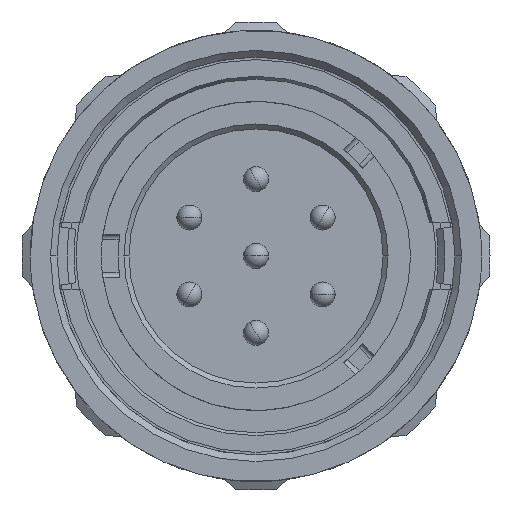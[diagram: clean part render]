
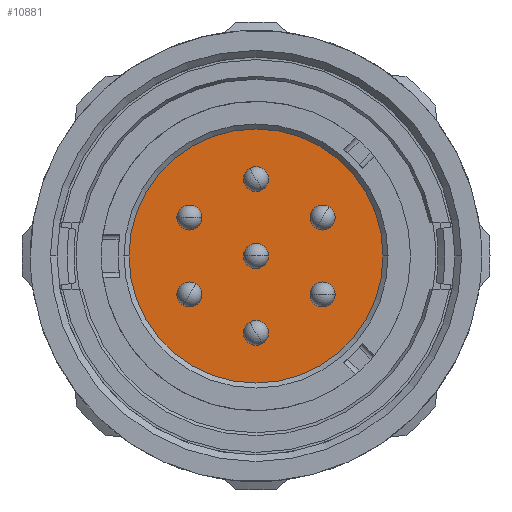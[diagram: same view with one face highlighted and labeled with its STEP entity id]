
A CAD part, left-side view. The second image highlights one B-rep face of the part: STEP entity #10881.
In plain terms, the highlighted planar face has unit normal (-1, 0, 0).
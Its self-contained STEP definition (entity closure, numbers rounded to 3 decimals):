
#4445=CARTESIAN_POINT('',(14.2,0.,0.));
#4446=DIRECTION('',(1.,0.,0.));
#4447=DIRECTION('',(0.,1.,0.));
#4448=AXIS2_PLACEMENT_3D('',#4445,#4446,#4447);
#4450=CARTESIAN_POINT('',(14.2,0.,0.));
#4451=DIRECTION('',(1.,0.,0.));
#4452=DIRECTION('',(0.,-1.,0.));
#4453=AXIS2_PLACEMENT_3D('',#4450,#4451,#4452);
#4455=CARTESIAN_POINT('',(14.2,3.984,2.3));
#4456=DIRECTION('',(-1.,0.,0.));
#4457=DIRECTION('',(0.,-1.,0.));
#4458=AXIS2_PLACEMENT_3D('',#4455,#4456,#4457);
#4460=CARTESIAN_POINT('',(14.2,3.984,2.3));
#4461=DIRECTION('',(-1.,0.,0.));
#4462=DIRECTION('',(0.,1.,0.));
#4463=AXIS2_PLACEMENT_3D('',#4460,#4461,#4462);
#4465=CARTESIAN_POINT('',(14.2,3.984,-2.3));
#4466=DIRECTION('',(-1.,0.,0.));
#4467=DIRECTION('',(0.,-0.5,0.866));
#4468=AXIS2_PLACEMENT_3D('',#4465,#4466,#4467);
#4470=CARTESIAN_POINT('',(14.2,3.984,-2.3));
#4471=DIRECTION('',(-1.,0.,0.));
#4472=DIRECTION('',(0.,0.5,-0.866));
#4473=AXIS2_PLACEMENT_3D('',#4470,#4471,#4472);
#4475=CARTESIAN_POINT('',(14.2,0.,-4.6));
#4476=DIRECTION('',(-1.,0.,0.));
#4477=DIRECTION('',(0.,0.5,0.866));
#4478=AXIS2_PLACEMENT_3D('',#4475,#4476,#4477);
#4480=CARTESIAN_POINT('',(14.2,0.,-4.6));
#4481=DIRECTION('',(-1.,0.,0.));
#4482=DIRECTION('',(0.,-0.5,-0.866));
#4483=AXIS2_PLACEMENT_3D('',#4480,#4481,#4482);
#4485=CARTESIAN_POINT('',(14.2,-3.984,-2.3));
#4486=DIRECTION('',(-1.,0.,0.));
#4487=DIRECTION('',(0.,1.,0.));
#4488=AXIS2_PLACEMENT_3D('',#4485,#4486,#4487);
#4490=CARTESIAN_POINT('',(14.2,-3.984,-2.3));
#4491=DIRECTION('',(-1.,0.,0.));
#4492=DIRECTION('',(0.,-1.,0.));
#4493=AXIS2_PLACEMENT_3D('',#4490,#4491,#4492);
#4495=CARTESIAN_POINT('',(14.2,-3.984,2.3));
#4496=DIRECTION('',(-1.,0.,0.));
#4497=DIRECTION('',(0.,0.5,-0.866));
#4498=AXIS2_PLACEMENT_3D('',#4495,#4496,#4497);
#4500=CARTESIAN_POINT('',(14.2,-3.984,2.3));
#4501=DIRECTION('',(-1.,0.,0.));
#4502=DIRECTION('',(0.,-0.5,0.866));
#4503=AXIS2_PLACEMENT_3D('',#4500,#4501,#4502);
#4505=CARTESIAN_POINT('',(14.2,0.,4.6));
#4506=DIRECTION('',(-1.,0.,0.));
#4507=DIRECTION('',(0.,-0.5,-0.866));
#4508=AXIS2_PLACEMENT_3D('',#4505,#4506,#4507);
#4510=CARTESIAN_POINT('',(14.2,0.,4.6));
#4511=DIRECTION('',(-1.,0.,0.));
#4512=DIRECTION('',(0.,0.5,0.866));
#4513=AXIS2_PLACEMENT_3D('',#4510,#4511,#4512);
#4515=CARTESIAN_POINT('',(14.2,0.,0.));
#4516=DIRECTION('',(-1.,0.,0.));
#4517=DIRECTION('',(0.,-1.,0.));
#4518=AXIS2_PLACEMENT_3D('',#4515,#4516,#4517);
#4520=CARTESIAN_POINT('',(14.2,0.,0.));
#4521=DIRECTION('',(-1.,0.,0.));
#4522=DIRECTION('',(0.,1.,0.));
#4523=AXIS2_PLACEMENT_3D('',#4520,#4521,#4522);
#5421=CARTESIAN_POINT('',(14.2,7.6,0.));
#5422=CARTESIAN_POINT('',(14.2,-7.6,0.));
#5423=VERTEX_POINT('',#5421);
#5424=VERTEX_POINT('',#5422);
#6483=CARTESIAN_POINT('',(14.2,3.234,2.3));
#6484=CARTESIAN_POINT('',(14.2,4.734,2.3));
#6485=VERTEX_POINT('',#6483);
#6486=VERTEX_POINT('',#6484);
#6487=CARTESIAN_POINT('',(14.2,3.609,-1.65));
#6488=CARTESIAN_POINT('',(14.2,4.359,-2.95));
#6489=VERTEX_POINT('',#6487);
#6490=VERTEX_POINT('',#6488);
#6491=CARTESIAN_POINT('',(14.2,0.375,-3.95));
#6492=CARTESIAN_POINT('',(14.2,-0.375,-5.25));
#6493=VERTEX_POINT('',#6491);
#6494=VERTEX_POINT('',#6492);
#6495=CARTESIAN_POINT('',(14.2,-3.234,-2.3));
#6496=CARTESIAN_POINT('',(14.2,-4.734,-2.3));
#6497=VERTEX_POINT('',#6495);
#6498=VERTEX_POINT('',#6496);
#6499=CARTESIAN_POINT('',(14.2,-3.609,1.65));
#6500=CARTESIAN_POINT('',(14.2,-4.359,2.95));
#6501=VERTEX_POINT('',#6499);
#6502=VERTEX_POINT('',#6500);
#6503=CARTESIAN_POINT('',(14.2,-0.375,3.95));
#6504=CARTESIAN_POINT('',(14.2,0.375,5.25));
#6505=VERTEX_POINT('',#6503);
#6506=VERTEX_POINT('',#6504);
#6507=CARTESIAN_POINT('',(14.2,-0.75,0.));
#6508=CARTESIAN_POINT('',(14.2,0.75,0.));
#6509=VERTEX_POINT('',#6507);
#6510=VERTEX_POINT('',#6508);
#10829=CARTESIAN_POINT('',(14.2,0.,0.));
#10830=DIRECTION('',(1.,0.,0.));
#10831=DIRECTION('',(0.,1.,0.));
#10832=AXIS2_PLACEMENT_3D('',#10829,#10830,#10831);
#10833=PLANE('',#10832);
#10834=ORIENTED_EDGE('',*,*,#10818,.T.);
#10836=ORIENTED_EDGE('',*,*,#10835,.T.);
#10837=EDGE_LOOP('',(#10834,#10836));
#10838=FACE_OUTER_BOUND('',#10837,.F.);
#10840=ORIENTED_EDGE('',*,*,#10839,.T.);
#10842=ORIENTED_EDGE('',*,*,#10841,.T.);
#10843=EDGE_LOOP('',(#10840,#10842));
#10844=FACE_BOUND('',#10843,.F.);
#10846=ORIENTED_EDGE('',*,*,#10845,.T.);
#10848=ORIENTED_EDGE('',*,*,#10847,.T.);
#10849=EDGE_LOOP('',(#10846,#10848));
#10850=FACE_BOUND('',#10849,.F.);
#10852=ORIENTED_EDGE('',*,*,#10851,.T.);
#10854=ORIENTED_EDGE('',*,*,#10853,.T.);
#10855=EDGE_LOOP('',(#10852,#10854));
#10856=FACE_BOUND('',#10855,.F.);
#10858=ORIENTED_EDGE('',*,*,#10857,.T.);
#10860=ORIENTED_EDGE('',*,*,#10859,.T.);
#10861=EDGE_LOOP('',(#10858,#10860));
#10862=FACE_BOUND('',#10861,.F.);
#10864=ORIENTED_EDGE('',*,*,#10863,.T.);
#10866=ORIENTED_EDGE('',*,*,#10865,.T.);
#10867=EDGE_LOOP('',(#10864,#10866));
#10868=FACE_BOUND('',#10867,.F.);
#10870=ORIENTED_EDGE('',*,*,#10869,.T.);
#10872=ORIENTED_EDGE('',*,*,#10871,.T.);
#10873=EDGE_LOOP('',(#10870,#10872));
#10874=FACE_BOUND('',#10873,.F.);
#10876=ORIENTED_EDGE('',*,*,#10875,.T.);
#10878=ORIENTED_EDGE('',*,*,#10877,.T.);
#10879=EDGE_LOOP('',(#10876,#10878));
#10880=FACE_BOUND('',#10879,.F.);
#4449=CIRCLE('',#4448,7.6);
#4454=CIRCLE('',#4453,7.6);
#4459=CIRCLE('',#4458,0.75);
#4464=CIRCLE('',#4463,0.75);
#4469=CIRCLE('',#4468,0.75);
#4474=CIRCLE('',#4473,0.75);
#4479=CIRCLE('',#4478,0.75);
#4484=CIRCLE('',#4483,0.75);
#4489=CIRCLE('',#4488,0.75);
#4494=CIRCLE('',#4493,0.75);
#4499=CIRCLE('',#4498,0.75);
#4504=CIRCLE('',#4503,0.75);
#4509=CIRCLE('',#4508,0.75);
#4514=CIRCLE('',#4513,0.75);
#4519=CIRCLE('',#4518,0.75);
#4524=CIRCLE('',#4523,0.75);
#10818=EDGE_CURVE('',#5423,#5424,#4449,.T.);
#10835=EDGE_CURVE('',#5424,#5423,#4454,.T.);
#10839=EDGE_CURVE('',#6485,#6486,#4459,.T.);
#10841=EDGE_CURVE('',#6486,#6485,#4464,.T.);
#10845=EDGE_CURVE('',#6489,#6490,#4469,.T.);
#10847=EDGE_CURVE('',#6490,#6489,#4474,.T.);
#10851=EDGE_CURVE('',#6493,#6494,#4479,.T.);
#10853=EDGE_CURVE('',#6494,#6493,#4484,.T.);
#10857=EDGE_CURVE('',#6497,#6498,#4489,.T.);
#10859=EDGE_CURVE('',#6498,#6497,#4494,.T.);
#10863=EDGE_CURVE('',#6501,#6502,#4499,.T.);
#10865=EDGE_CURVE('',#6502,#6501,#4504,.T.);
#10869=EDGE_CURVE('',#6505,#6506,#4509,.T.);
#10871=EDGE_CURVE('',#6506,#6505,#4514,.T.);
#10875=EDGE_CURVE('',#6509,#6510,#4519,.T.);
#10877=EDGE_CURVE('',#6510,#6509,#4524,.T.);
#10881=ADVANCED_FACE('',(#10838,#10844,#10850,#10856,#10862,#10868,#10874,
#10880),#10833,.F.);
